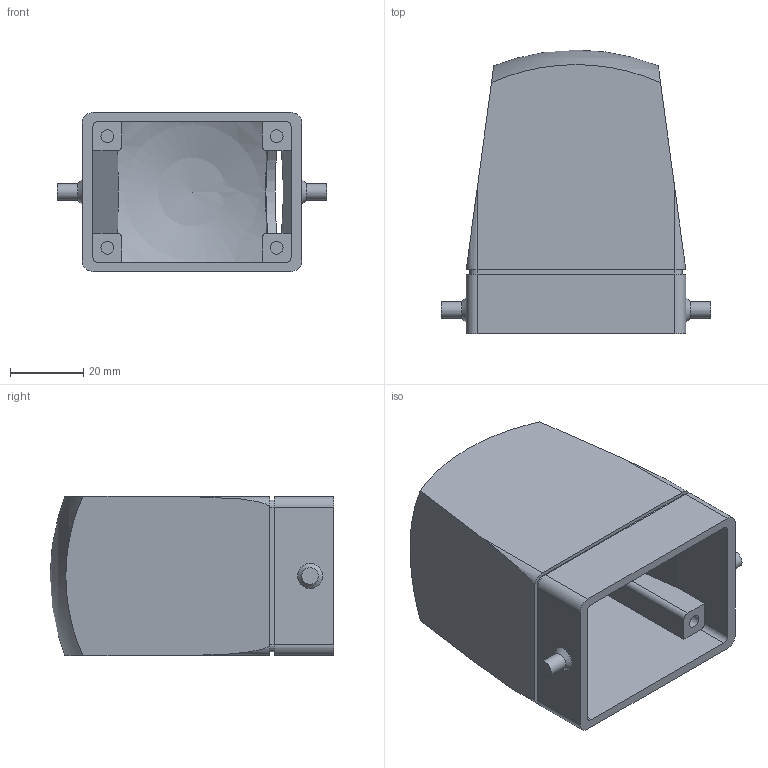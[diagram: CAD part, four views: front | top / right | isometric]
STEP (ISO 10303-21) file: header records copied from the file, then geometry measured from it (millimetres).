
FILE_DESCRIPTION (( 'STEP AP214' ), '1' );
FILE_NAME ('ZP-MC06B-2-SSE29ML.STEP', '2011-11-21T14:34:21', ( '.adc' ), ( '' ), 'SwSTEP 2.0', 'SolidWorks 2011', '' );
FILE_SCHEMA (( 'AUTOMOTIVE_DESIGN' ));
Length unit declared in the file: millimetre
Products named in the file (1): ZP-MC06B-2-SSE29ML
Bounding box: 73.7 x 77.55 x 43.5 mm (x, y, z)
Volume: 44650.7 mm3; surface area: 30209.3 mm2
Topology: 3 solids, 3 shells, 77 faces, 199 edges, 132 vertices
Faces by surface type: plane 44, cylinder 29, cone 2, sphere 2
Full cylindrical faces by diameter (mm): 3.5 x4, 4.519 x2, 35 x1
Entity records: 2450 total; most frequent: CARTESIAN_POINT 504, DIRECTION 382, ORIENTED_EDGE 366, EDGE_CURVE 183, AXIS2_PLACEMENT_3D 139, VERTEX_POINT 127, VECTOR 104, LINE 104
